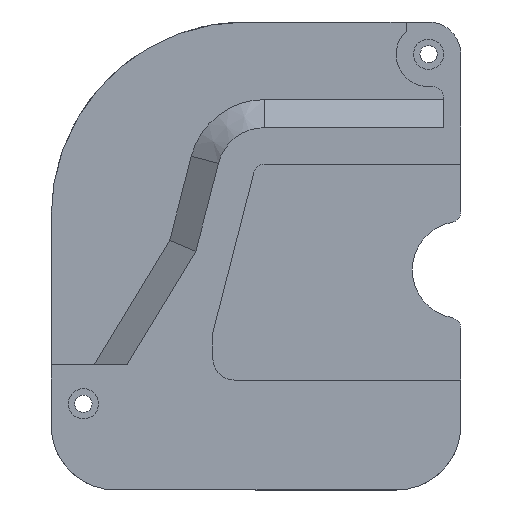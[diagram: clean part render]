
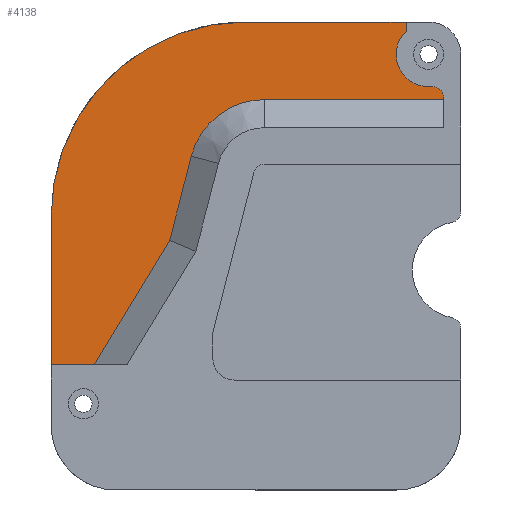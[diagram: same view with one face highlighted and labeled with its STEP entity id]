
A CAD part, left-side view. The second image highlights one B-rep face of the part: STEP entity #4138.
In plain terms, the highlighted planar face has unit normal (-1, 0, 0).
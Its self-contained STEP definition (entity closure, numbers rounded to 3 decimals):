
#12 = VERTEX_POINT ( 'NONE', #1328 ) ;
#27 = CARTESIAN_POINT ( 'NONE',  ( 13., 30.024, 46.193 ) ) ;
#52 = EDGE_CURVE ( 'NONE', #1862, #3893, #1777, .T. ) ;
#67 = ORIENTED_EDGE ( 'NONE', *, *, #281, .T. ) ;
#100 = DIRECTION ( 'NONE',  ( 0., 0., 1. ) ) ;
#125 = VERTEX_POINT ( 'NONE', #930 ) ;
#142 = VERTEX_POINT ( 'NONE', #3626 ) ;
#163 = ORIENTED_EDGE ( 'NONE', *, *, #3080, .T. ) ;
#177 = DIRECTION ( 'NONE',  ( 0., 0., -1. ) ) ;
#189 = VERTEX_POINT ( 'NONE', #379 ) ;
#232 = DIRECTION ( 'NONE',  ( 0., -1., 0. ) ) ;
#241 = VECTOR ( 'NONE', #859, 1000. ) ;
#281 = EDGE_CURVE ( 'NONE', #3309, #142, #3848, .T. ) ;
#287 = VECTOR ( 'NONE', #516, 1000. ) ;
#379 = CARTESIAN_POINT ( 'NONE',  ( 13., 40., 7.285 ) ) ;
#441 = AXIS2_PLACEMENT_3D ( 'NONE', #984, #1301, #628 ) ;
#476 = LINE ( 'NONE', #1812, #3584 ) ;
#516 = DIRECTION ( 'NONE',  ( 0., 0., -1. ) ) ;
#562 = ORIENTED_EDGE ( 'NONE', *, *, #1066, .T. ) ;
#628 = DIRECTION ( 'NONE',  ( 0., 0., 1. ) ) ;
#642 = VECTOR ( 'NONE', #100, 1000. ) ;
#720 = AXIS2_PLACEMENT_3D ( 'NONE', #2852, #3520, #1540 ) ;
#766 = VERTEX_POINT ( 'NONE', #1973 ) ;
#786 = LINE ( 'NONE', #1354, #2777 ) ;
#859 = DIRECTION ( 'NONE',  ( 0., 1., 0. ) ) ;
#887 = DIRECTION ( 'NONE',  ( 0., 0., 1. ) ) ;
#930 = CARTESIAN_POINT ( 'NONE',  ( 13., -87., 73.5 ) ) ;
#984 = CARTESIAN_POINT ( 'NONE',  ( 13., -3.88, 37.5 ) ) ;
#993 = VECTOR ( 'NONE', #1302, 1000. ) ;
#1062 = CARTESIAN_POINT ( 'NONE',  ( 13., 5., 18.5 ) ) ;
#1066 = EDGE_CURVE ( 'NONE', #12, #2780, #2004, .T. ) ;
#1108 = ORIENTED_EDGE ( 'NONE', *, *, #1421, .T. ) ;
#1180 = CARTESIAN_POINT ( 'NONE',  ( 13., -87., 72.5 ) ) ;
#1231 = FACE_OUTER_BOUND ( 'NONE', #2521, .T. ) ;
#1240 = CARTESIAN_POINT ( 'NONE',  ( 13., -3.88, 72.5 ) ) ;
#1249 = CARTESIAN_POINT ( 'NONE',  ( 13., -80., 78.5 ) ) ;
#1254 = CARTESIAN_POINT ( 'NONE',  ( 13., 95., -50.5 ) ) ;
#1301 = DIRECTION ( 'NONE',  ( 1., 0., 0. ) ) ;
#1302 = DIRECTION ( 'NONE',  ( 0., -0.248, 0.969 ) ) ;
#1328 = CARTESIAN_POINT ( 'NONE',  ( 13., 30.024, 46.193 ) ) ;
#1354 = CARTESIAN_POINT ( 'NONE',  ( 13., 95., -50.5 ) ) ;
#1371 = CARTESIAN_POINT ( 'NONE',  ( 13., -87., 73.5 ) ) ;
#1420 = EDGE_CURVE ( 'NONE', #2841, #2185, #3489, .T. ) ;
#1421 = EDGE_CURVE ( 'NONE', #2780, #2757, #3661, .T. ) ;
#1473 = VERTEX_POINT ( 'NONE', #2515 ) ;
#1506 = DIRECTION ( 'NONE',  ( 0., -0.518, 0.855 ) ) ;
#1540 = DIRECTION ( 'NONE',  ( 0., 0., -1. ) ) ;
#1590 = EDGE_CURVE ( 'NONE', #2185, #1862, #2734, .T. ) ;
#1608 = ORIENTED_EDGE ( 'NONE', *, *, #52, .T. ) ;
#1679 = DIRECTION ( 'NONE',  ( 1., 0., 0. ) ) ;
#1736 = ORIENTED_EDGE ( 'NONE', *, *, #3989, .T. ) ;
#1766 = EDGE_CURVE ( 'NONE', #3893, #1473, #786, .T. ) ;
#1777 = LINE ( 'NONE', #1787, #287 ) ;
#1787 = CARTESIAN_POINT ( 'NONE',  ( 13., 95., -50.5 ) ) ;
#1812 = CARTESIAN_POINT ( 'NONE',  ( 13., -69.591, 108.5 ) ) ;
#1862 = VERTEX_POINT ( 'NONE', #4035 ) ;
#1909 = CARTESIAN_POINT ( 'NONE',  ( 13., -87., 72.5 ) ) ;
#1973 = CARTESIAN_POINT ( 'NONE',  ( 13., -82., 78.5 ) ) ;
#2004 = CIRCLE ( 'NONE', #441, 35. ) ;
#2018 = EDGE_CURVE ( 'NONE', #142, #2841, #476, .T. ) ;
#2021 = PLANE ( 'NONE',  #2631 ) ;
#2034 = ORIENTED_EDGE ( 'NONE', *, *, #2018, .T. ) ;
#2049 = EDGE_CURVE ( 'NONE', #1473, #189, #3589, .T. ) ;
#2050 = EDGE_CURVE ( 'NONE', #766, #3309, #3224, .T. ) ;
#2133 = CARTESIAN_POINT ( 'NONE',  ( 13., 75., -50.5 ) ) ;
#2148 = ORIENTED_EDGE ( 'NONE', *, *, #1590, .T. ) ;
#2158 = DIRECTION ( 'NONE',  ( 0., 1., 0. ) ) ;
#2185 = VERTEX_POINT ( 'NONE', #4183 ) ;
#2192 = LINE ( 'NONE', #1371, #642 ) ;
#2385 = ORIENTED_EDGE ( 'NONE', *, *, #2050, .T. ) ;
#2404 = DIRECTION ( 'NONE',  ( 1., 0., 0. ) ) ;
#2487 = CIRCLE ( 'NONE', #2578, 5. ) ;
#2515 = CARTESIAN_POINT ( 'NONE',  ( 13., 75., -50.5 ) ) ;
#2521 = EDGE_LOOP ( 'NONE', ( #2148, #1608, #3908, #3574, #1736, #562, #1108, #2961, #163, #2385, #67, #2034, #3627 ) ) ;
#2578 = AXIS2_PLACEMENT_3D ( 'NONE', #4103, #3439, #177 ) ;
#2631 = AXIS2_PLACEMENT_3D ( 'NONE', #1062, #1679, #3314 ) ;
#2734 = CIRCLE ( 'NONE', #720, 90. ) ;
#2739 = LINE ( 'NONE', #27, #993 ) ;
#2757 = VERTEX_POINT ( 'NONE', #1909 ) ;
#2761 = DIRECTION ( 'NONE',  ( 0., 0., -1. ) ) ;
#2777 = VECTOR ( 'NONE', #3647, 1000. ) ;
#2780 = VERTEX_POINT ( 'NONE', #1240 ) ;
#2841 = VERTEX_POINT ( 'NONE', #3995 ) ;
#2852 = CARTESIAN_POINT ( 'NONE',  ( 13., 5., 18.5 ) ) ;
#2961 = ORIENTED_EDGE ( 'NONE', *, *, #4171, .T. ) ;
#3080 = EDGE_CURVE ( 'NONE', #125, #766, #2487, .T. ) ;
#3199 = VECTOR ( 'NONE', #2158, 1000. ) ;
#3224 = LINE ( 'NONE', #3773, #3199 ) ;
#3309 = VERTEX_POINT ( 'NONE', #1249 ) ;
#3314 = DIRECTION ( 'NONE',  ( 0., 0., -1. ) ) ;
#3439 = DIRECTION ( 'NONE',  ( -1., 0., 0. ) ) ;
#3489 = LINE ( 'NONE', #3816, #241 ) ;
#3520 = DIRECTION ( 'NONE',  ( -1., 0., 0. ) ) ;
#3574 = ORIENTED_EDGE ( 'NONE', *, *, #2049, .T. ) ;
#3584 = VECTOR ( 'NONE', #887, 1000. ) ;
#3589 = LINE ( 'NONE', #2133, #3649 ) ;
#3626 = CARTESIAN_POINT ( 'NONE',  ( 13., -69.591, 104.301 ) ) ;
#3627 = ORIENTED_EDGE ( 'NONE', *, *, #1420, .T. ) ;
#3647 = DIRECTION ( 'NONE',  ( 0., -1., 0. ) ) ;
#3649 = VECTOR ( 'NONE', #1506, 1000. ) ;
#3661 = LINE ( 'NONE', #1180, #3922 ) ;
#3743 = AXIS2_PLACEMENT_3D ( 'NONE', #4085, #2404, #2761 ) ;
#3773 = CARTESIAN_POINT ( 'NONE',  ( 13., -80., 78.5 ) ) ;
#3816 = CARTESIAN_POINT ( 'NONE',  ( 13., 5., 108.5 ) ) ;
#3848 = CIRCLE ( 'NONE', #3743, 15. ) ;
#3893 = VERTEX_POINT ( 'NONE', #1254 ) ;
#3908 = ORIENTED_EDGE ( 'NONE', *, *, #1766, .T. ) ;
#3922 = VECTOR ( 'NONE', #232, 1000. ) ;
#3989 = EDGE_CURVE ( 'NONE', #189, #12, #2739, .T. ) ;
#3995 = CARTESIAN_POINT ( 'NONE',  ( 13., -69.591, 108.5 ) ) ;
#4035 = CARTESIAN_POINT ( 'NONE',  ( 13., 95., 18.5 ) ) ;
#4085 = CARTESIAN_POINT ( 'NONE',  ( 13., -80., 93.5 ) ) ;
#4103 = CARTESIAN_POINT ( 'NONE',  ( 13., -82., 73.5 ) ) ;
#4138 = ADVANCED_FACE ( 'NONE', ( #1231 ), #2021, .F. ) ;
#4171 = EDGE_CURVE ( 'NONE', #2757, #125, #2192, .T. ) ;
#4183 = CARTESIAN_POINT ( 'NONE',  ( 13., 5., 108.5 ) ) ;
